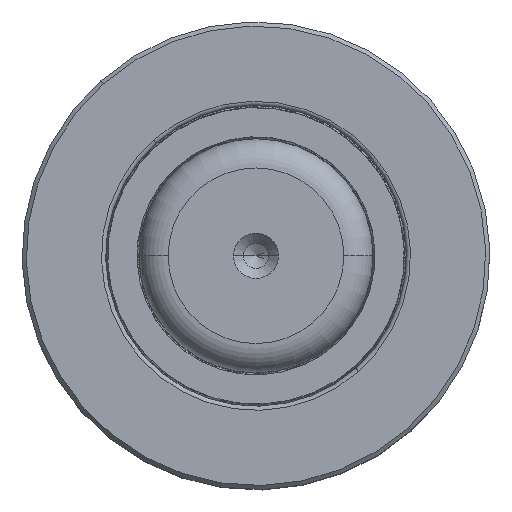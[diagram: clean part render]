
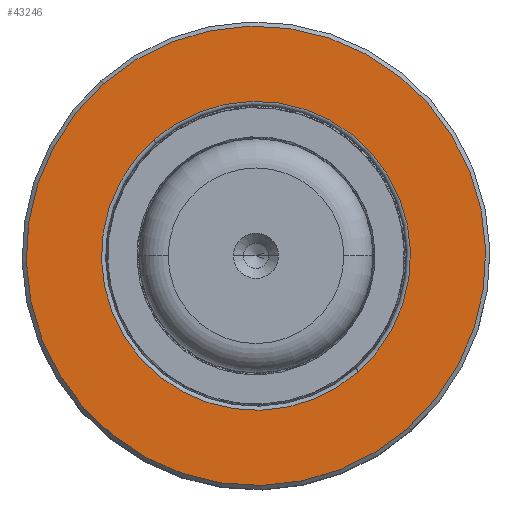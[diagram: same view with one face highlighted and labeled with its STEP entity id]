
A CAD part, top view. The second image highlights one B-rep face of the part: STEP entity #43246.
In plain terms, the highlighted face is planar.
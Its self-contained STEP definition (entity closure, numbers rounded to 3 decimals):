
#82 = DIRECTION ( 'NONE',  ( 0., 0., -1. ) ) ;
#744 = VERTEX_POINT ( 'NONE', #12857 ) ;
#3296 = AXIS2_PLACEMENT_3D ( 'NONE', #20660, #28122, #3729 ) ;
#3646 = CARTESIAN_POINT ( 'NONE',  ( 0., 18.687, 0. ) ) ;
#3729 = DIRECTION ( 'NONE',  ( 0., 0., -1. ) ) ;
#4719 = EDGE_CURVE ( 'NONE', #31395, #35335, #10420, .T. ) ;
#4948 = AXIS2_PLACEMENT_3D ( 'NONE', #6422, #6712, #27246 ) ;
#5151 = AXIS2_PLACEMENT_3D ( 'NONE', #25757, #31869, #35284 ) ;
#6422 = CARTESIAN_POINT ( 'NONE',  ( 27.5, 18.687, 0. ) ) ;
#6712 = DIRECTION ( 'NONE',  ( 0., 1., 0. ) ) ;
#8195 = CARTESIAN_POINT ( 'NONE',  ( 0., 18.687, 18.5 ) ) ;
#8273 = EDGE_LOOP ( 'NONE', ( #27667, #40390 ) ) ;
#10190 = DIRECTION ( 'NONE',  ( 0., -1., 0. ) ) ;
#10420 = CIRCLE ( 'NONE', #40087, 18.5 ) ;
#11053 = DIRECTION ( 'NONE',  ( 0., -1., 0. ) ) ;
#12857 = CARTESIAN_POINT ( 'NONE',  ( 0., 18.687, -27.5 ) ) ;
#14007 = DIRECTION ( 'NONE',  ( 0., 0., -1. ) ) ;
#14299 = CARTESIAN_POINT ( 'NONE',  ( 0., 18.687, -18.5 ) ) ;
#16417 = VERTEX_POINT ( 'NONE', #25271 ) ;
#17518 = CIRCLE ( 'NONE', #21151, 18.5 ) ;
#20660 = CARTESIAN_POINT ( 'NONE',  ( 0., 18.687, 0. ) ) ;
#21151 = AXIS2_PLACEMENT_3D ( 'NONE', #3646, #10190, #82 ) ;
#22238 = CIRCLE ( 'NONE', #3296, 27.5 ) ;
#22617 = ORIENTED_EDGE ( 'NONE', *, *, #27900, .F. ) ;
#25271 = CARTESIAN_POINT ( 'NONE',  ( 0., 18.687, 27.5 ) ) ;
#25757 = CARTESIAN_POINT ( 'NONE',  ( 0., 18.687, 0. ) ) ;
#27246 = DIRECTION ( 'NONE',  ( 0., 0., 1. ) ) ;
#27667 = ORIENTED_EDGE ( 'NONE', *, *, #4719, .T. ) ;
#27900 = EDGE_CURVE ( 'NONE', #744, #16417, #22238, .T. ) ;
#28122 = DIRECTION ( 'NONE',  ( 0., -1., 0. ) ) ;
#30800 = ORIENTED_EDGE ( 'NONE', *, *, #37964, .F. ) ;
#31395 = VERTEX_POINT ( 'NONE', #14299 ) ;
#31869 = DIRECTION ( 'NONE',  ( 0., -1., 0. ) ) ;
#32986 = FACE_OUTER_BOUND ( 'NONE', #42058, .T. ) ;
#34036 = FACE_BOUND ( 'NONE', #8273, .T. ) ;
#35284 = DIRECTION ( 'NONE',  ( 0., 0., -1. ) ) ;
#35335 = VERTEX_POINT ( 'NONE', #8195 ) ;
#35700 = CIRCLE ( 'NONE', #5151, 27.5 ) ;
#36314 = PLANE ( 'NONE',  #4948 ) ;
#37964 = EDGE_CURVE ( 'NONE', #16417, #744, #35700, .T. ) ;
#40087 = AXIS2_PLACEMENT_3D ( 'NONE', #41236, #11053, #14007 ) ;
#40390 = ORIENTED_EDGE ( 'NONE', *, *, #42818, .T. ) ;
#41236 = CARTESIAN_POINT ( 'NONE',  ( 0., 18.687, 0. ) ) ;
#42058 = EDGE_LOOP ( 'NONE', ( #22617, #30800 ) ) ;
#42818 = EDGE_CURVE ( 'NONE', #35335, #31395, #17518, .T. ) ;
#43246 = ADVANCED_FACE ( 'NONE', ( #34036, #32986 ), #36314, .T. ) ;
